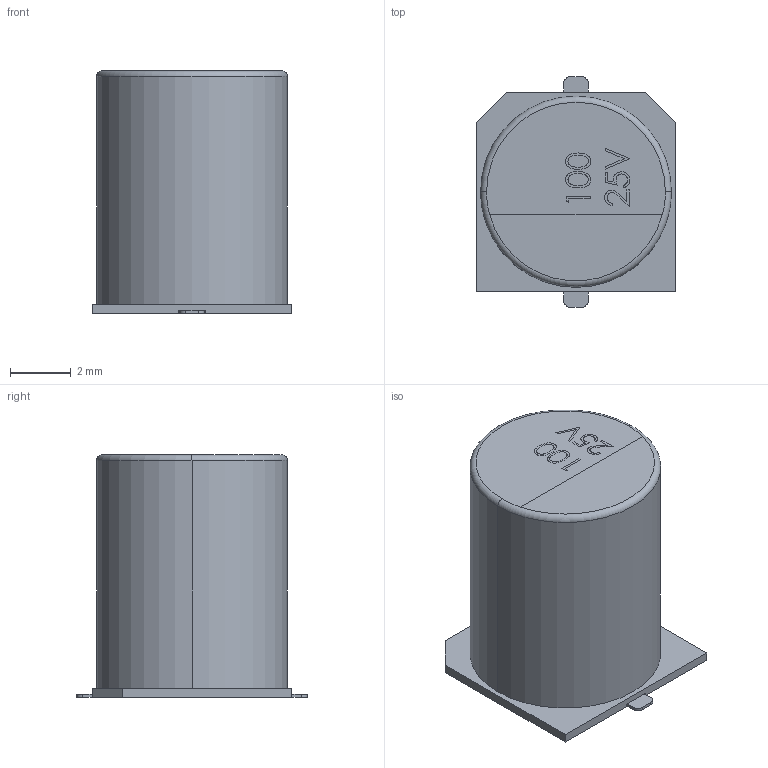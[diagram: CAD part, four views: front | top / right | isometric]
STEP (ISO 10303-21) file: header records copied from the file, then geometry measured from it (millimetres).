
FILE_DESCRIPTION (( 'STEP AP214' ), '1' );
FILE_NAME ('User Library-6.3x7.7.STEP', '2017-10-07T17:29:13', ( 'Windows User' ), ( '' ), 'SwSTEP 2.0', 'SolidWorks 2017', '' );
FILE_SCHEMA (( 'AUTOMOTIVE_DESIGN' ));
Length unit declared in the file: millimetre
Products named in the file (1): User Library-6.3x7.7
Bounding box: 6.6 x 7.6 x 8 mm (x, y, z)
Volume: 252.7 mm3; surface area: 315.3 mm2
Topology: 4 solids, 4 shells, 106 faces, 266 edges, 176 vertices
Faces by surface type: plane 65, bspline 32, cylinder 7, torus 2
Entity records: 6330 total; most frequent: CARTESIAN_POINT 3045, ORIENTED_EDGE 532, DIRECTION 371, EDGE_CURVE 266, VECTOR 183, LINE 183, VERTEX_POINT 176, EDGE_LOOP 114
